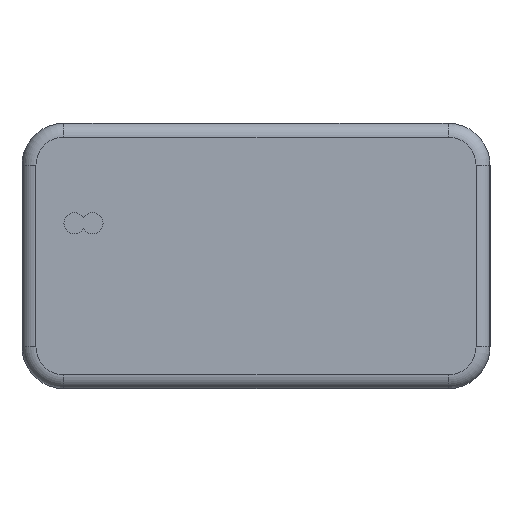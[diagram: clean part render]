
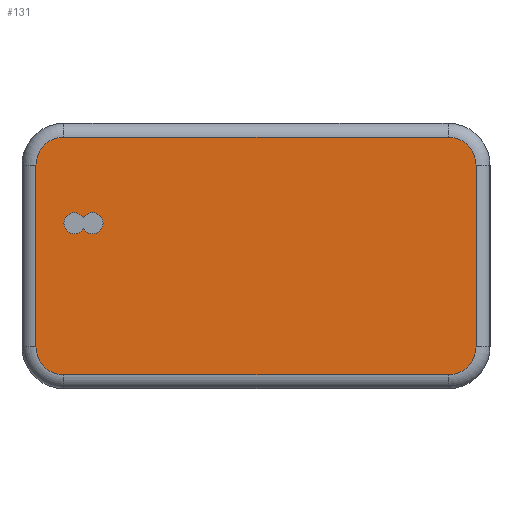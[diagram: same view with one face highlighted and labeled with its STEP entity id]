
A CAD part, left-side view. The second image highlights one B-rep face of the part: STEP entity #131.
In plain terms, the highlighted planar face has unit normal (-1, 0, 0).
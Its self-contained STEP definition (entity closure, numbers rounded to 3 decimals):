
#131=ADVANCED_FACE('',(#453,#454),#195,.F.);
#195=PLANE('',#1150);
#231=LINE('',#1601,#342);
#232=LINE('',#1605,#343);
#233=LINE('',#1609,#344);
#234=LINE('',#1613,#345);
#342=VECTOR('',#1264,1.);
#343=VECTOR('',#1267,1.);
#344=VECTOR('',#1270,1.);
#345=VECTOR('',#1273,1.);
#453=FACE_BOUND('',#459,.T.);
#454=FACE_BOUND('',#460,.T.);
#459=EDGE_LOOP('',(#526,#527));
#460=EDGE_LOOP('',(#528,#529,#530,#531,#532,#533,#534,#535));
#526=ORIENTED_EDGE('',*,*,#944,.F.);
#527=ORIENTED_EDGE('',*,*,#945,.F.);
#528=ORIENTED_EDGE('',*,*,#946,.F.);
#529=ORIENTED_EDGE('',*,*,#947,.T.);
#530=ORIENTED_EDGE('',*,*,#948,.F.);
#531=ORIENTED_EDGE('',*,*,#949,.T.);
#532=ORIENTED_EDGE('',*,*,#950,.F.);
#533=ORIENTED_EDGE('',*,*,#951,.T.);
#534=ORIENTED_EDGE('',*,*,#952,.F.);
#535=ORIENTED_EDGE('',*,*,#953,.T.);
#844=VERTEX_POINT('',#1595);
#845=VERTEX_POINT('',#1596);
#846=VERTEX_POINT('',#1599);
#847=VERTEX_POINT('',#1600);
#848=VERTEX_POINT('',#1602);
#849=VERTEX_POINT('',#1604);
#850=VERTEX_POINT('',#1606);
#851=VERTEX_POINT('',#1608);
#852=VERTEX_POINT('',#1610);
#853=VERTEX_POINT('',#1612);
#944=EDGE_CURVE('',#844,#845,#1103,.T.);
#945=EDGE_CURVE('',#845,#844,#1104,.T.);
#946=EDGE_CURVE('',#846,#847,#1105,.T.);
#947=EDGE_CURVE('',#846,#848,#231,.T.);
#948=EDGE_CURVE('',#849,#848,#1106,.T.);
#949=EDGE_CURVE('',#849,#850,#232,.T.);
#950=EDGE_CURVE('',#851,#850,#1107,.T.);
#951=EDGE_CURVE('',#851,#852,#233,.T.);
#952=EDGE_CURVE('',#853,#852,#1108,.T.);
#953=EDGE_CURVE('',#853,#847,#234,.T.);
#1103=CIRCLE('',#1144,0.75);
#1104=CIRCLE('',#1145,0.75);
#1105=CIRCLE('',#1146,2.);
#1106=CIRCLE('',#1147,2.);
#1107=CIRCLE('',#1148,2.);
#1108=CIRCLE('',#1149,2.);
#1144=AXIS2_PLACEMENT_3D('',#1594,#1258,#1259);
#1145=AXIS2_PLACEMENT_3D('',#1597,#1260,#1261);
#1146=AXIS2_PLACEMENT_3D('',#1598,#1262,#1263);
#1147=AXIS2_PLACEMENT_3D('',#1603,#1265,#1266);
#1148=AXIS2_PLACEMENT_3D('',#1607,#1268,#1269);
#1149=AXIS2_PLACEMENT_3D('',#1611,#1271,#1272);
#1150=AXIS2_PLACEMENT_3D('',#1614,#1274,#1275);
#1258=DIRECTION('',(-1.,0.,0.));
#1259=DIRECTION('',(0.,-1.,0.));
#1260=DIRECTION('',(-1.,0.,0.));
#1261=DIRECTION('',(0.,-1.,0.));
#1262=DIRECTION('',(1.,0.,0.));
#1263=DIRECTION('',(0.,1.,0.));
#1264=DIRECTION('',(0.,-1.,0.));
#1265=DIRECTION('',(1.,0.,0.));
#1266=DIRECTION('',(0.,1.,0.));
#1267=DIRECTION('',(0.,0.,1.));
#1268=DIRECTION('',(1.,0.,0.));
#1269=DIRECTION('',(0.,1.,0.));
#1270=DIRECTION('',(0.,1.,0.));
#1271=DIRECTION('',(1.,0.,0.));
#1272=DIRECTION('',(0.,1.,0.));
#1273=DIRECTION('',(0.,0.,-1.));
#1274=DIRECTION('',(1.,0.,0.));
#1275=DIRECTION('',(0.,1.,0.));
#1594=CARTESIAN_POINT('',(-34.25,11.7,2.35));
#1595=CARTESIAN_POINT('',(-34.25,12.35,1.976));
#1596=CARTESIAN_POINT('',(-34.25,12.35,2.724));
#1597=CARTESIAN_POINT('',(-34.25,13.,2.35));
#1598=CARTESIAN_POINT('',(-34.25,13.75,-6.5));
#1599=CARTESIAN_POINT('',(-34.25,13.75,-8.5));
#1600=CARTESIAN_POINT('',(-34.25,15.75,-6.5));
#1601=CARTESIAN_POINT('',(-34.25,16.75,-8.5));
#1602=CARTESIAN_POINT('',(-34.25,-13.75,-8.5));
#1603=CARTESIAN_POINT('',(-34.25,-13.75,-6.5));
#1604=CARTESIAN_POINT('',(-34.25,-15.75,-6.5));
#1605=CARTESIAN_POINT('',(-34.25,-15.75,9.5));
#1606=CARTESIAN_POINT('',(-34.25,-15.75,6.5));
#1607=CARTESIAN_POINT('',(-34.25,-13.75,6.5));
#1608=CARTESIAN_POINT('',(-34.25,-13.75,8.5));
#1609=CARTESIAN_POINT('',(-34.25,16.75,8.5));
#1610=CARTESIAN_POINT('',(-34.25,13.75,8.5));
#1611=CARTESIAN_POINT('',(-34.25,13.75,6.5));
#1612=CARTESIAN_POINT('',(-34.25,15.75,6.5));
#1613=CARTESIAN_POINT('',(-34.25,15.75,9.5));
#1614=CARTESIAN_POINT('',(-34.25,16.75,9.5));
